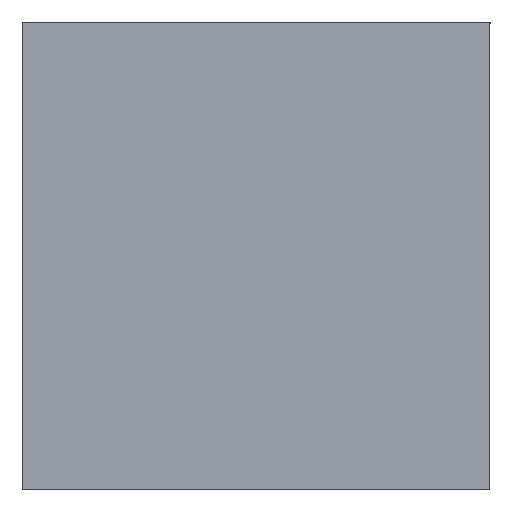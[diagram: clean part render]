
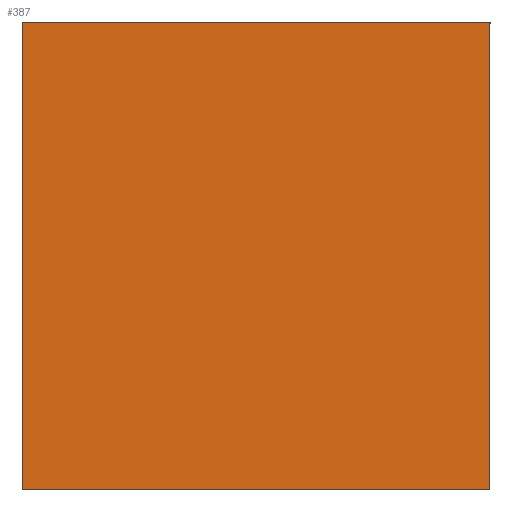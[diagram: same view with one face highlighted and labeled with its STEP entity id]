
A CAD part, left-side view. The second image highlights one B-rep face of the part: STEP entity #387.
In plain terms, the highlighted planar face has unit normal (-1, 0, 0).
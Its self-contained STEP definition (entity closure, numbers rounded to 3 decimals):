
#41 = DIRECTION ( 'NONE',  ( 0., 0., 1. ) ) ;
#75 = VECTOR ( 'NONE', #1800, 1000. ) ;
#82 = CARTESIAN_POINT ( 'NONE',  ( 0., 0., 0. ) ) ;
#90 = EDGE_CURVE ( 'NONE', #2342, #1507, #1527, .T. ) ;
#206 = CARTESIAN_POINT ( 'NONE',  ( 0., 0., 0. ) ) ;
#236 = CARTESIAN_POINT ( 'NONE',  ( 0., 0.95, -0.95 ) ) ;
#382 = DIRECTION ( 'NONE',  ( 1., 0., 0. ) ) ;
#387 = ADVANCED_FACE ( 'NONE', ( #1651 ), #1662, .F. ) ;
#420 = CARTESIAN_POINT ( 'NONE',  ( 0., 0.95, 0. ) ) ;
#484 = LINE ( 'NONE', #82, #2472 ) ;
#536 = LINE ( 'NONE', #236, #75 ) ;
#567 = LINE ( 'NONE', #670, #2171 ) ;
#670 = CARTESIAN_POINT ( 'NONE',  ( 0., 0.95, 0. ) ) ;
#759 = ORIENTED_EDGE ( 'NONE', *, *, #90, .F. ) ;
#860 = EDGE_CURVE ( 'NONE', #2342, #1141, #536, .T. ) ;
#913 = VECTOR ( 'NONE', #41, 1000. ) ;
#959 = EDGE_CURVE ( 'NONE', #1507, #2434, #567, .T. ) ;
#1031 = ORIENTED_EDGE ( 'NONE', *, *, #959, .F. ) ;
#1141 = VERTEX_POINT ( 'NONE', #2032 ) ;
#1507 = VERTEX_POINT ( 'NONE', #1624 ) ;
#1527 = LINE ( 'NONE', #420, #913 ) ;
#1546 = CARTESIAN_POINT ( 'NONE',  ( 0., 0.95, 0. ) ) ;
#1585 = EDGE_LOOP ( 'NONE', ( #2459, #1031, #759, #2310 ) ) ;
#1588 = EDGE_CURVE ( 'NONE', #1141, #2434, #484, .T. ) ;
#1624 = CARTESIAN_POINT ( 'NONE',  ( 0., 0.95, 0. ) ) ;
#1651 = FACE_OUTER_BOUND ( 'NONE', #1585, .T. ) ;
#1662 = PLANE ( 'NONE',  #1785 ) ;
#1669 = CARTESIAN_POINT ( 'NONE',  ( 0., 0.95, -0.95 ) ) ;
#1785 = AXIS2_PLACEMENT_3D ( 'NONE', #1546, #382, #1956 ) ;
#1800 = DIRECTION ( 'NONE',  ( 0., -1., 0. ) ) ;
#1851 = DIRECTION ( 'NONE',  ( 0., 0., 1. ) ) ;
#1956 = DIRECTION ( 'NONE',  ( 0., 0., -1. ) ) ;
#2032 = CARTESIAN_POINT ( 'NONE',  ( 0., 0., -0.95 ) ) ;
#2171 = VECTOR ( 'NONE', #2209, 1000. ) ;
#2209 = DIRECTION ( 'NONE',  ( 0., -1., 0. ) ) ;
#2310 = ORIENTED_EDGE ( 'NONE', *, *, #860, .T. ) ;
#2342 = VERTEX_POINT ( 'NONE', #1669 ) ;
#2434 = VERTEX_POINT ( 'NONE', #206 ) ;
#2459 = ORIENTED_EDGE ( 'NONE', *, *, #1588, .T. ) ;
#2472 = VECTOR ( 'NONE', #1851, 1000. ) ;
